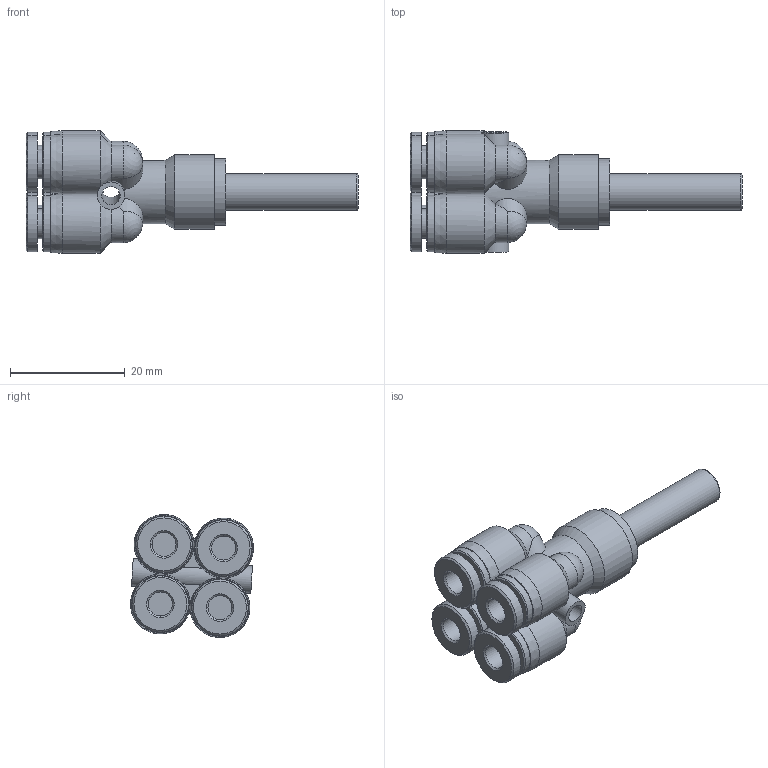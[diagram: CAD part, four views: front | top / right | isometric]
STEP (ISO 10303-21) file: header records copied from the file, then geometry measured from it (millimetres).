
FILE_DESCRIPTION((''),'2;1');
FILE_NAME('PXJ 1_4-5_32.stp','2016-10-17T16:28:28',('Administrator'),(''),'Autodesk Inventor 2013','Autodesk Inventor 2013','');
FILE_SCHEMA(('CONFIG_CONTROL_DESIGN'));
Length unit declared in the file: millimetre
Products named in the file (4): PXJ 1_4-5_32; NJ BODY N1_4; NXT 04 BODY; SLEEVE N5_32R-L
Assembly tree (6 placements, depth 2):
  PXJ 1_4-5_32
    NJ BODY N1_4
    NXT 04 BODY
    SLEEVE N5_32R-L  x4
Bounding box: 57.8 x 21.42 x 21.4 mm (x, y, z)
Volume: 7166 mm3; surface area: 5925.2 mm2
Topology: 6 solids, 6 shells, 104 faces, 219 edges, 132 vertices
Faces by surface type: cylinder 44, plane 34, cone 21, sphere 4, torus 1
Full cylindrical faces by diameter (mm): 3.2 x1, 4.2 x8, 4.8 x2, 5.2 x4, 6.35 x1, 9.8 x8, 11 x1, 11.6 x1, 13 x1
Entity records: 2105 total; most frequent: CARTESIAN_POINT 578, DIRECTION 326, ORIENTED_EDGE 242, AXIS2_PLACEMENT_3D 158, EDGE_CURVE 121, EDGE_LOOP 106, VERTEX_POINT 83, FACE_OUTER_BOUND 71
